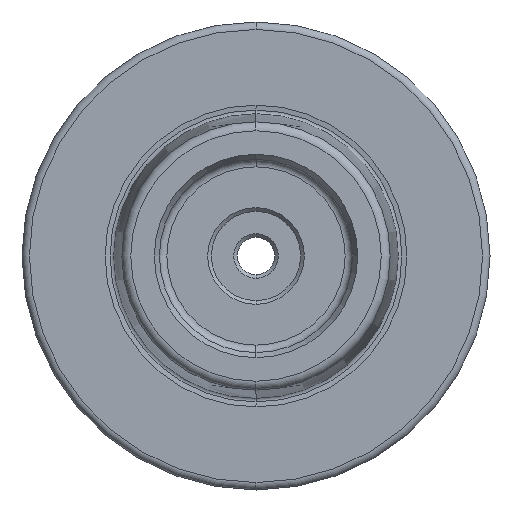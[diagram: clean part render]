
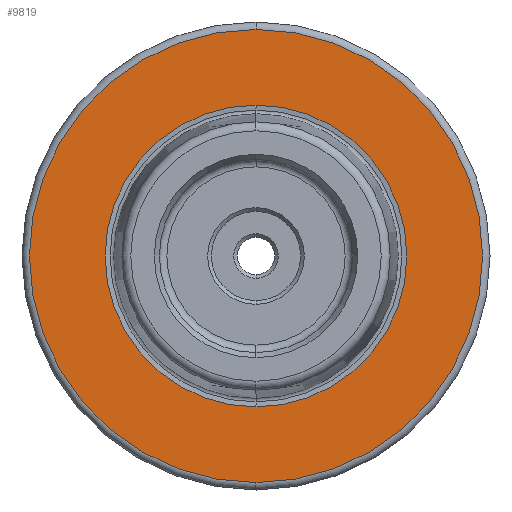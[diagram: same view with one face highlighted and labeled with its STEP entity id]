
A CAD part, left-side view. The second image highlights one B-rep face of the part: STEP entity #9819.
In plain terms, the highlighted planar face has unit normal (-1, 0, 0).
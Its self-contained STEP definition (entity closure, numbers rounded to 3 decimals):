
#1314 = ORIENTED_EDGE ( 'NONE', *, *, #1818, .T. ) ;
#1343 = ORIENTED_EDGE ( 'NONE', *, *, #1860, .T. ) ;
#1350 = ORIENTED_EDGE ( 'NONE', *, *, #1646, .T. ) ;
#1364 = ORIENTED_EDGE ( 'NONE', *, *, #8739, .T. ) ;
#1646 = EDGE_CURVE ( 'NONE', #9231, #9207, #9567, .T. ) ;
#1818 = EDGE_CURVE ( 'NONE', #9207, #9231, #2908, .T. ) ;
#1860 = EDGE_CURVE ( 'NONE', #9104, #9194, #2897, .T. ) ;
#2185 = CIRCLE ( 'NONE', #8940, 30.5 ) ;
#2467 = FACE_BOUND ( 'NONE', #9323, .T. ) ;
#2500 = FACE_OUTER_BOUND ( 'NONE', #9275, .T. ) ;
#2897 = CIRCLE ( 'NONE', #8799, 30.5 ) ;
#2908 = CIRCLE ( 'NONE', #8803, 20.308 ) ;
#6503 = DIRECTION ( 'NONE',  ( -1., 0., 0. ) ) ;
#6509 = CARTESIAN_POINT ( 'NONE',  ( 0., 0., 0. ) ) ;
#6536 = DIRECTION ( 'NONE',  ( 0., 0., 1. ) ) ;
#8162 = DIRECTION ( 'NONE',  ( 0., 0., -1. ) ) ;
#8184 = CARTESIAN_POINT ( 'NONE',  ( 0., 0., 0. ) ) ;
#8185 = DIRECTION ( 'NONE',  ( 1., 0., 0. ) ) ;
#8389 = CARTESIAN_POINT ( 'NONE',  ( 0., 0., 0. ) ) ;
#8406 = DIRECTION ( 'NONE',  ( -1., 0., 0. ) ) ;
#8416 = DIRECTION ( 'NONE',  ( 0., 0., 1. ) ) ;
#8739 = EDGE_CURVE ( 'NONE', #9194, #9104, #2185, .T. ) ;
#8776 = AXIS2_PLACEMENT_3D ( 'NONE', #13849, #13826, #13881 ) ;
#8799 = AXIS2_PLACEMENT_3D ( 'NONE', #8389, #8406, #8416 ) ;
#8803 = AXIS2_PLACEMENT_3D ( 'NONE', #8184, #8185, #8162 ) ;
#8940 = AXIS2_PLACEMENT_3D ( 'NONE', #6509, #6503, #6536 ) ;
#9104 = VERTEX_POINT ( 'NONE', #10727 ) ;
#9194 = VERTEX_POINT ( 'NONE', #10803 ) ;
#9207 = VERTEX_POINT ( 'NONE', #10827 ) ;
#9231 = VERTEX_POINT ( 'NONE', #10786 ) ;
#9275 = EDGE_LOOP ( 'NONE', ( #1364, #1343 ) ) ;
#9323 = EDGE_LOOP ( 'NONE', ( #1350, #1314 ) ) ;
#9567 = CIRCLE ( 'NONE', #8776, 20.308 ) ;
#9819 = ADVANCED_FACE ( 'NONE', ( #2500, #2467 ), #12546, .T. ) ;
#10727 = CARTESIAN_POINT ( 'NONE',  ( 0., 0., -30.5 ) ) ;
#10786 = CARTESIAN_POINT ( 'NONE',  ( 0., 0., 20.308 ) ) ;
#10803 = CARTESIAN_POINT ( 'NONE',  ( 0., 0., 30.5 ) ) ;
#10827 = CARTESIAN_POINT ( 'NONE',  ( 0., 0., -20.308 ) ) ;
#12068 = AXIS2_PLACEMENT_3D ( 'NONE', #12547, #12551, #12552 ) ;
#12546 = PLANE ( 'NONE',  #12068 ) ;
#12547 = CARTESIAN_POINT ( 'NONE',  ( 0., 20.308, 0. ) ) ;
#12551 = DIRECTION ( 'NONE',  ( -1., 0., 0. ) ) ;
#12552 = DIRECTION ( 'NONE',  ( 0., 0., 1. ) ) ;
#13826 = DIRECTION ( 'NONE',  ( 1., 0., 0. ) ) ;
#13849 = CARTESIAN_POINT ( 'NONE',  ( 0., 0., 0. ) ) ;
#13881 = DIRECTION ( 'NONE',  ( 0., 0., -1. ) ) ;
